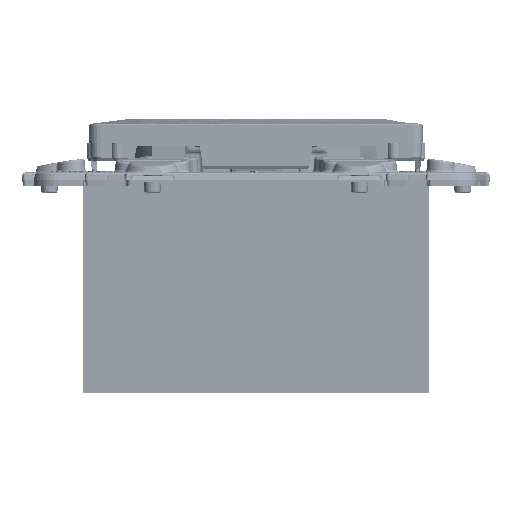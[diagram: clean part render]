
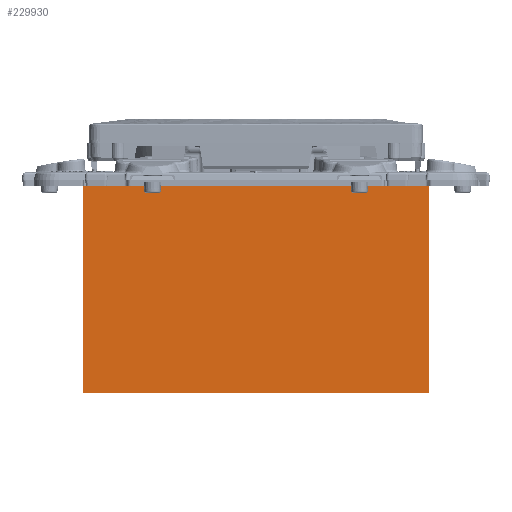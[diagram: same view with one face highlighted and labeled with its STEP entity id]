
A CAD part, left-side view. The second image highlights one B-rep face of the part: STEP entity #229930.
In plain terms, the highlighted planar face has unit normal (-1, 0, 0).
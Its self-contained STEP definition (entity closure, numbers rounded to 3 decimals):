
#229903=AXIS2_PLACEMENT_3D('Plane Axis2P3D',#229900,#229901,#229902) ;
#10204=CARTESIAN_POINT('Vertex',(-27.5,9.38,11.3)) ;
#10211=CARTESIAN_POINT('Vertex',(-27.5,4.117,11.3)) ;
#12244=CARTESIAN_POINT('Line Origine',(-27.5,-11.692,11.3)) ;
#12248=CARTESIAN_POINT('Vertex',(-27.5,-27.5,11.3)) ;
#12284=CARTESIAN_POINT('Vertex',(-27.5,27.5,11.3)) ;
#12287=CARTESIAN_POINT('Line Origine',(-27.5,18.44,11.3)) ;
#229873=CARTESIAN_POINT('Vertex',(-27.5,27.5,-21.7)) ;
#229876=CARTESIAN_POINT('Line Origine',(-27.5,27.5,-5.2)) ;
#229900=CARTESIAN_POINT('Axis2P3D Location',(-27.5,-27.5,11.3)) ;
#229905=CARTESIAN_POINT('Line Origine',(-27.5,0.,-21.7)) ;
#229909=CARTESIAN_POINT('Vertex',(-27.5,-27.5,-21.7)) ;
#229912=CARTESIAN_POINT('Line Origine',(-27.5,-27.5,-5.2)) ;
#229917=CARTESIAN_POINT('Line Origine',(-27.5,6.749,11.3)) ;
#12245=DIRECTION('Vector Direction',(0.,1.,0.)) ;
#12288=DIRECTION('Vector Direction',(0.,1.,0.)) ;
#229877=DIRECTION('Vector Direction',(0.,0.,-1.)) ;
#229901=DIRECTION('Axis2P3D Direction',(-1.,0.,0.)) ;
#229902=DIRECTION('Axis2P3D XDirection',(0.,1.,0.)) ;
#229906=DIRECTION('Vector Direction',(0.,1.,0.)) ;
#229913=DIRECTION('Vector Direction',(0.,0.,-1.)) ;
#229918=DIRECTION('Vector Direction',(0.,1.,0.)) ;
#12246=VECTOR('Line Direction',#12245,1.) ;
#12289=VECTOR('Line Direction',#12288,1.) ;
#229878=VECTOR('Line Direction',#229877,1.) ;
#229907=VECTOR('Line Direction',#229906,1.) ;
#229914=VECTOR('Line Direction',#229913,1.) ;
#229919=VECTOR('Line Direction',#229918,1.) ;
#229923=ORIENTED_EDGE('',*,*,#229911,.T.) ;
#229924=ORIENTED_EDGE('',*,*,#229916,.F.) ;
#229925=ORIENTED_EDGE('',*,*,#12250,.F.) ;
#229926=ORIENTED_EDGE('',*,*,#229921,.F.) ;
#229927=ORIENTED_EDGE('',*,*,#12291,.F.) ;
#229928=ORIENTED_EDGE('',*,*,#229880,.T.) ;
#229930=ADVANCED_FACE('PartBody',(#229929),#229904,.T.) ;
#12250=EDGE_CURVE('',#10212,#12249,#12247,.F.) ;
#12291=EDGE_CURVE('',#12285,#10205,#12290,.F.) ;
#229880=EDGE_CURVE('',#12285,#229874,#229879,.T.) ;
#229911=EDGE_CURVE('',#229874,#229910,#229908,.F.) ;
#229916=EDGE_CURVE('',#12249,#229910,#229915,.T.) ;
#229921=EDGE_CURVE('',#10205,#10212,#229920,.F.) ;
#229922=EDGE_LOOP('',(#229923,#229924,#229925,#229926,#229927,#229928)) ;
#229929=FACE_OUTER_BOUND('',#229922,.T.) ;
#12247=LINE('Line',#12244,#12246) ;
#12290=LINE('Line',#12287,#12289) ;
#229879=LINE('Line',#229876,#229878) ;
#229908=LINE('Line',#229905,#229907) ;
#229915=LINE('Line',#229912,#229914) ;
#229920=LINE('Line',#229917,#229919) ;
#229904=PLANE('',#229903) ;
#10205=VERTEX_POINT('',#10204) ;
#10212=VERTEX_POINT('',#10211) ;
#12249=VERTEX_POINT('',#12248) ;
#12285=VERTEX_POINT('',#12284) ;
#229874=VERTEX_POINT('',#229873) ;
#229910=VERTEX_POINT('',#229909) ;
